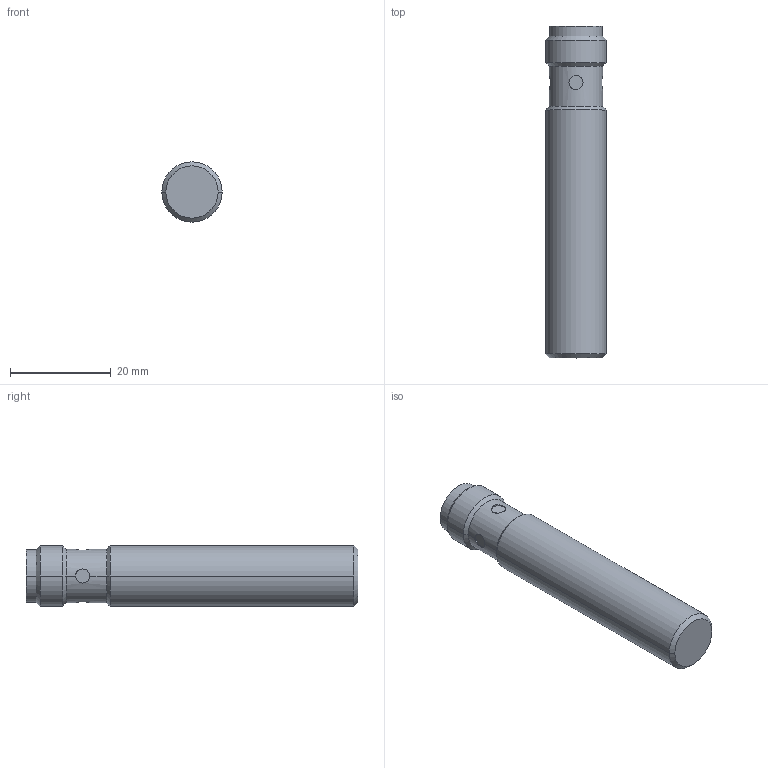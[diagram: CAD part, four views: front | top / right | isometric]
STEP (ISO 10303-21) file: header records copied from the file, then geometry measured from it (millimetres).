
FILE_DESCRIPTION((''),'2;1');
FILE_NAME('DM_CAD-2592','2017-06-06T',('creinig-se'),(''),'PRO/ENGINEER BY PARAMETRIC TECHNOLOGY CORPORATION, 2015440','PRO/ENGINEER BY PARAMETRIC TECHNOLOGY CORPORATION, 2015440','');
FILE_SCHEMA(('CONFIG_CONTROL_DESIGN'));
Length unit declared in the file: millimetre
Products named in the file (1): DM_CAD-2592
Bounding box: 12 x 66 x 12 mm (x, y, z)
Volume: 6630.4 mm3; surface area: 3039.8 mm2
Topology: 1 solids, 1 shells, 54 faces, 177 edges, 136 vertices
Faces by surface type: cylinder 27, plane 11, cone 8, sphere 8
Entity records: 2920 total; most frequent: CARTESIAN_POINT 450, DIRECTION 329, ORIENTED_EDGE 220, PRESENTATION_STYLE_ASSIGNMENT 212, STYLED_ITEM 182, CURVE_STYLE 175, AXIS2_PLACEMENT_3D 121, EDGE_CURVE 110
